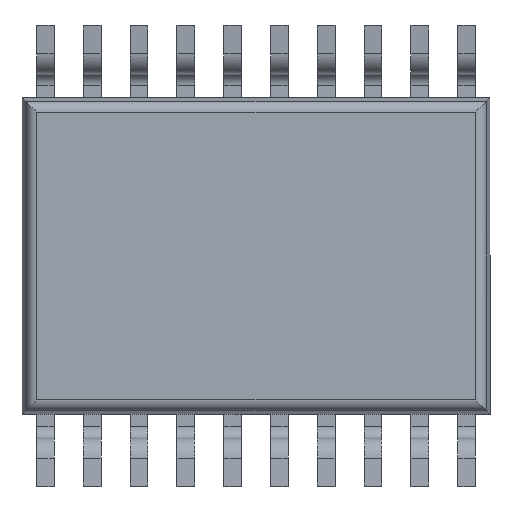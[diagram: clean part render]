
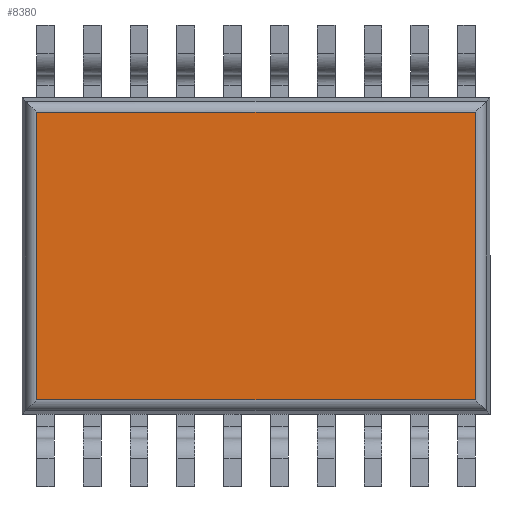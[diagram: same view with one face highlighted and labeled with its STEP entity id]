
A CAD part, front view. The second image highlights one B-rep face of the part: STEP entity #8380.
In plain terms, the highlighted planar face has unit normal (0, -1, 0).
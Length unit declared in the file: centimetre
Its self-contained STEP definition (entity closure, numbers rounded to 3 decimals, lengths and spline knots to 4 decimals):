
#288 = DIRECTION ( 'NONE',  ( 0., 1., 0. ) ) ;
#302 = CARTESIAN_POINT ( 'NONE',  ( 0.3048, 0.01, 0. ) ) ;
#578 = EDGE_CURVE ( 'NONE', #3495, #9384, #3902, .T. ) ;
#1370 = VECTOR ( 'NONE', #10718, 100. ) ;
#2812 = VECTOR ( 'NONE', #7178, 100. ) ;
#3495 = VERTEX_POINT ( 'NONE', #10267 ) ;
#3902 = LINE ( 'NONE', #11050, #8216 ) ;
#4098 = EDGE_CURVE ( 'NONE', #9384, #7375, #7984, .T. ) ;
#4597 = ORIENTED_EDGE ( 'NONE', *, *, #578, .F. ) ;
#4908 = EDGE_CURVE ( 'NONE', #5772, #3495, #10018, .T. ) ;
#5103 = LINE ( 'NONE', #6335, #2812 ) ;
#5446 = CARTESIAN_POINT ( 'NONE',  ( 0., 0.01, 0. ) ) ;
#5750 = CARTESIAN_POINT ( 'NONE',  ( -0.3048, 0.01, 0. ) ) ;
#5772 = VERTEX_POINT ( 'NONE', #9617 ) ;
#5786 = DIRECTION ( 'NONE',  ( 0., 0., 1. ) ) ;
#6331 = DIRECTION ( 'NONE',  ( -1., 0., 0. ) ) ;
#6335 = CARTESIAN_POINT ( 'NONE',  ( 0., 0.01, -0.1998 ) ) ;
#7178 = DIRECTION ( 'NONE',  ( -1., 0., 0. ) ) ;
#7375 = VERTEX_POINT ( 'NONE', #9495 ) ;
#7973 = ORIENTED_EDGE ( 'NONE', *, *, #8083, .F. ) ;
#7984 = LINE ( 'NONE', #302, #1370 ) ;
#8083 = EDGE_CURVE ( 'NONE', #7375, #5772, #5103, .T. ) ;
#8216 = VECTOR ( 'NONE', #9141, 100. ) ;
#8380 = ADVANCED_FACE ( 'NONE', ( #8742 ), #9673, .F. ) ;
#8742 = FACE_OUTER_BOUND ( 'NONE', #9263, .T. ) ;
#9141 = DIRECTION ( 'NONE',  ( 1., 0., 0. ) ) ;
#9263 = EDGE_LOOP ( 'NONE', ( #9766, #7973, #10266, #4597 ) ) ;
#9384 = VERTEX_POINT ( 'NONE', #10922 ) ;
#9495 = CARTESIAN_POINT ( 'NONE',  ( 0.3048, 0.01, -0.1998 ) ) ;
#9617 = CARTESIAN_POINT ( 'NONE',  ( -0.3048, 0.01, -0.1998 ) ) ;
#9673 = PLANE ( 'NONE',  #9878 ) ;
#9766 = ORIENTED_EDGE ( 'NONE', *, *, #4908, .F. ) ;
#9770 = VECTOR ( 'NONE', #5786, 100. ) ;
#9878 = AXIS2_PLACEMENT_3D ( 'NONE', #5446, #288, #6331 ) ;
#10018 = LINE ( 'NONE', #5750, #9770 ) ;
#10266 = ORIENTED_EDGE ( 'NONE', *, *, #4098, .F. ) ;
#10267 = CARTESIAN_POINT ( 'NONE',  ( -0.3048, 0.01, 0.1998 ) ) ;
#10718 = DIRECTION ( 'NONE',  ( 0., 0., -1. ) ) ;
#10922 = CARTESIAN_POINT ( 'NONE',  ( 0.3048, 0.01, 0.1998 ) ) ;
#11050 = CARTESIAN_POINT ( 'NONE',  ( 0., 0.01, 0.1998 ) ) ;
